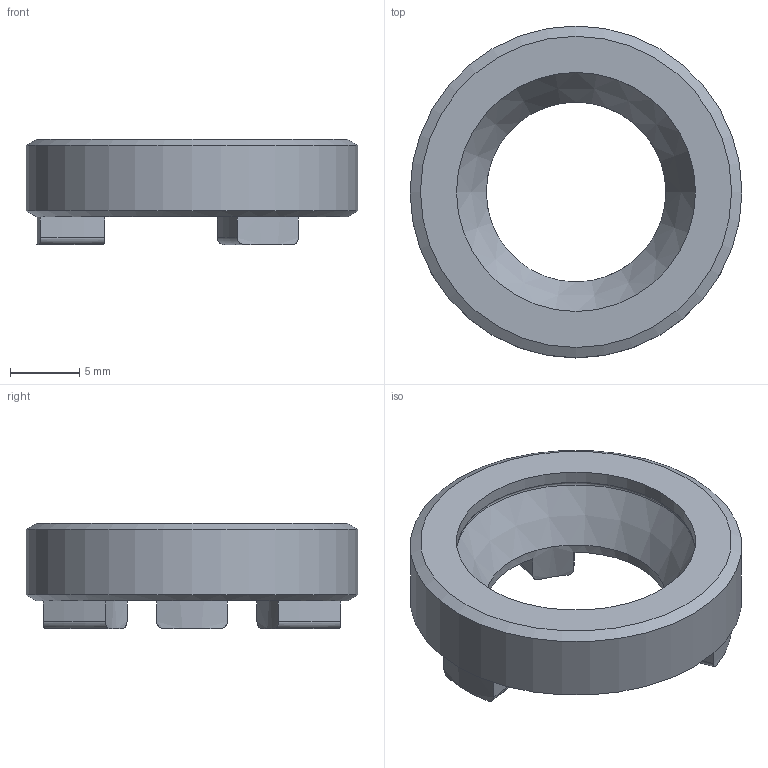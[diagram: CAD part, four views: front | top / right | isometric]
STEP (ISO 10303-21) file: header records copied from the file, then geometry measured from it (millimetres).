
FILE_DESCRIPTION(/* description */ (''),/* implementation_level */ '2;1');
FILE_NAME(/* name */ '331660000.stp',/* time_stamp */ '2022-09-22T14:22:21',/* author */ ('Ratnasingam Jekanthan'),/* organization */ ('REGO-FIX'),/* preprocessor_version */ ' Unknown',/* originating_system */ 'SIEMENS PLM Software Solid Edge ST10',/* authorization */ 'Unknown');
FILE_SCHEMA (('AUTOMOTIVE_DESIGN { 1 0 10303 214 2 1 1}'));
Length unit declared in the file: millimetre
Products named in the file (1): NOCUT
Bounding box: 24 x 24 x 7.6 mm (x, y, z)
Volume: 1580.6 mm3; surface area: 1310.4 mm2
Topology: 1 solids, 1 shells, 29 faces, 74 edges, 46 vertices
Faces by surface type: cylinder 12, plane 7, torus 7, cone 3
Full cylindrical faces by diameter (mm): 13 x1, 17.287 x1, 24 x1
Entity records: 1083 total; most frequent: CARTESIAN_POINT 176, DIRECTION 158, ORIENTED_EDGE 128, AXIS2_PLACEMENT_3D 73, EDGE_CURVE 64, VERTEX_POINT 43, CIRCLE 40, EDGE_LOOP 37
